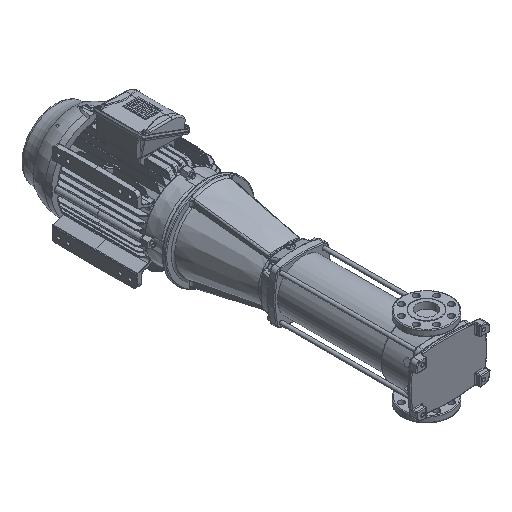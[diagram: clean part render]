
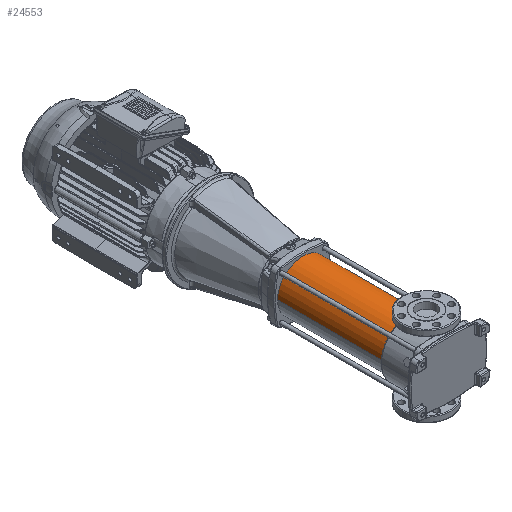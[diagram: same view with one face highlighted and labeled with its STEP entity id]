
A CAD part, isometric view. The second image highlights one B-rep face of the part: STEP entity #24553.
In plain terms, the highlighted cylindrical face has radius 98.5 mm (diameter 197 mm), a partial arc.
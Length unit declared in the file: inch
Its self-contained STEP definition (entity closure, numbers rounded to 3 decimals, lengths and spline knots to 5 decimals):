
#317 = LINE ( 'NONE', #114779, #150541 ) ;
#4246 = LINE ( 'NONE', #28782, #78566 ) ;
#8544 = EDGE_CURVE ( 'NONE', #29927, #122361, #121328, .T. ) ;
#17024 = FACE_OUTER_BOUND ( 'NONE', #58863, .T. ) ;
#22084 = AXIS2_PLACEMENT_3D ( 'NONE', #92802, #82935, #81294 ) ;
#24553 = ADVANCED_FACE ( 'NONE', ( #17024 ), #118477, .T. ) ;
#25639 = DIRECTION ( 'NONE',  ( 0., 1., 0. ) ) ;
#28782 = CARTESIAN_POINT ( 'NONE',  ( 0., 2.13386, -3.87795 ) ) ;
#29927 = VERTEX_POINT ( 'NONE', #38725 ) ;
#35254 = CARTESIAN_POINT ( 'NONE',  ( 0., 18.49606, 0. ) ) ;
#38208 = AXIS2_PLACEMENT_3D ( 'NONE', #35254, #108935, #98276 ) ;
#38725 = CARTESIAN_POINT ( 'NONE',  ( 0., 2.13386, -3.87795 ) ) ;
#43461 = CIRCLE ( 'NONE', #38208, 3.87795 ) ;
#58863 = EDGE_LOOP ( 'NONE', ( #147337, #145349, #84696, #64440 ) ) ;
#64440 = ORIENTED_EDGE ( 'NONE', *, *, #158840, .T. ) ;
#72530 = EDGE_CURVE ( 'NONE', #29927, #93063, #4246, .T. ) ;
#78566 = VECTOR ( 'NONE', #91768, 39.37008 ) ;
#79219 = CARTESIAN_POINT ( 'NONE',  ( 0., 2.13386, 0. ) ) ;
#81294 = DIRECTION ( 'NONE',  ( 0., 0., 1. ) ) ;
#82935 = DIRECTION ( 'NONE',  ( 0., 1., 0. ) ) ;
#84696 = ORIENTED_EDGE ( 'NONE', *, *, #159626, .T. ) ;
#91768 = DIRECTION ( 'NONE',  ( 0., 1., 0. ) ) ;
#92802 = CARTESIAN_POINT ( 'NONE',  ( 0., 2.13386, 0. ) ) ;
#93063 = VERTEX_POINT ( 'NONE', #154828 ) ;
#97038 = AXIS2_PLACEMENT_3D ( 'NONE', #79219, #119298, #130728 ) ;
#98276 = DIRECTION ( 'NONE',  ( 0., 0., 1. ) ) ;
#108935 = DIRECTION ( 'NONE',  ( 0., -1., 0. ) ) ;
#114779 = CARTESIAN_POINT ( 'NONE',  ( 0., 2.13386, 3.87795 ) ) ;
#117726 = CARTESIAN_POINT ( 'NONE',  ( 0., 18.49606, 3.87795 ) ) ;
#118477 = CYLINDRICAL_SURFACE ( 'NONE', #97038, 3.87795 ) ;
#119298 = DIRECTION ( 'NONE',  ( 0., 1., 0. ) ) ;
#120826 = VERTEX_POINT ( 'NONE', #117726 ) ;
#121328 = CIRCLE ( 'NONE', #22084, 3.87795 ) ;
#122361 = VERTEX_POINT ( 'NONE', #130336 ) ;
#130336 = CARTESIAN_POINT ( 'NONE',  ( 0., 2.13386, 3.87795 ) ) ;
#130728 = DIRECTION ( 'NONE',  ( 0., 0., 1. ) ) ;
#145349 = ORIENTED_EDGE ( 'NONE', *, *, #8544, .T. ) ;
#147337 = ORIENTED_EDGE ( 'NONE', *, *, #72530, .F. ) ;
#150541 = VECTOR ( 'NONE', #25639, 39.37008 ) ;
#154828 = CARTESIAN_POINT ( 'NONE',  ( 0., 18.49606, -3.87795 ) ) ;
#158840 = EDGE_CURVE ( 'NONE', #120826, #93063, #43461, .T. ) ;
#159626 = EDGE_CURVE ( 'NONE', #122361, #120826, #317, .T. ) ;
